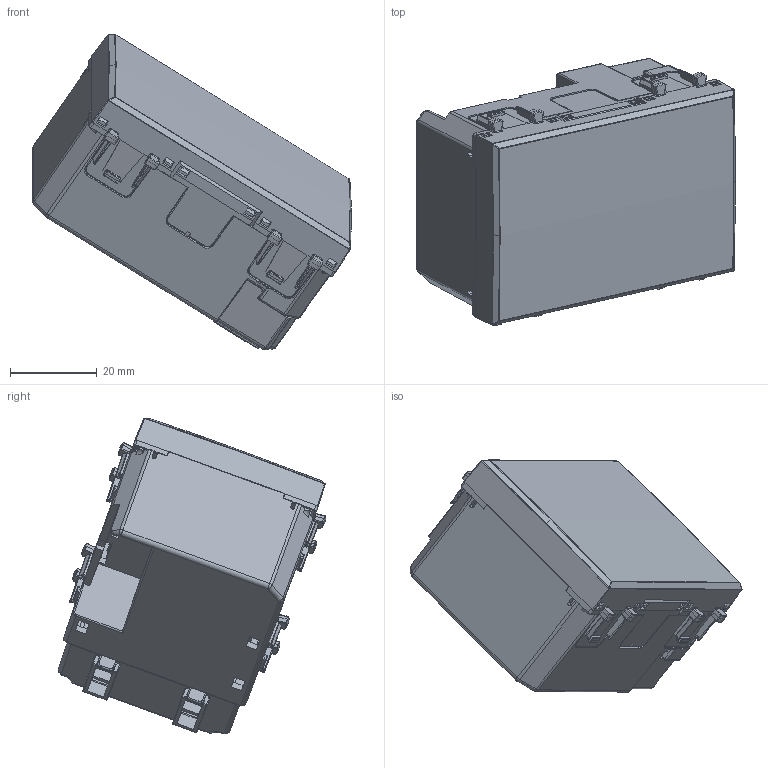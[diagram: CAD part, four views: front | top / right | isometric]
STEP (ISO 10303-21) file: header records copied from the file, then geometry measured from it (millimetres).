
FILE_DESCRIPTION(('CATIA V5 STEP Exchange'),'2;1');
FILE_NAME('442ABT6S.stp','2024-03-06T13:02:30+00:00',('none'),('none'),'CATIA Version 5-6 Release 2016 SP6','CATIA V5 STEP AP203','none');
FILE_SCHEMA(('CONFIG_CONTROL_DESIGN'));
Length unit declared in the file: millimetre
Products named in the file (3): 44XABT6S; DA1003; DA0998_1 (SSM-107-X-DV-BE-A)
Assembly tree (10 placements, depth 4):
  44XABT6S
    #57
    #20857
    #26228
    DA1003
      #79932
      DA0998_1 (SSM-107-X-DV-BE-A)
        #81654
      #88146  x2
    #90156
Bounding box: 73.43 x 61.73 x 72.87 mm (x, y, z)
Volume: 25128 mm3; surface area: 38002.3 mm2
Topology: 7 solids, 7 shells, 2111 faces, 5782 edges, 3588 vertices
Faces by surface type: plane 1213, cylinder 606, bspline 128, sphere 72, cone 64, torus 28
Entity records: 90170 total; most frequent: CARTESIAN_POINT 44511, ORIENTED_EDGE 11000, DIRECTION 6816, EDGE_CURVE 5500, VERTEX_POINT 3465, VECTOR 3425, LINE 3425, EDGE_LOOP 2101
